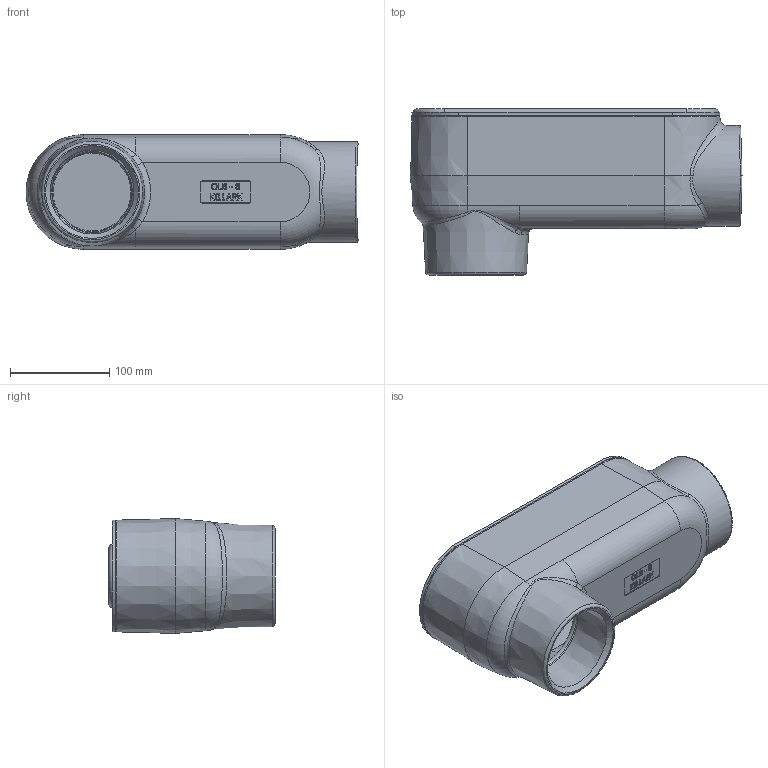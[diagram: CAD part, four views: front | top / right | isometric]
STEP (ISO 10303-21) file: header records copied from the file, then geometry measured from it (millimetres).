
FILE_DESCRIPTION(/* description */ (''),/* implementation_level */ '2;1');
FILE_NAME(/* name */ 'KIL_SOLB-8.stp',/* time_stamp */ '2020-09-29T18:26:07+06:00',/* author */ ('lsugumaran'),/* organization */ (''),/* preprocessor_version */ 'ST-DEVELOPER v18',/* originating_system */ 'Autodesk Inventor 2020',/* authorisation */ '');
FILE_SCHEMA (('AUTOMOTIVE_DESIGN { 1 0 10303 214 3 1 1 }'));
Length unit declared in the file: inch
Products named in the file (4): SOLB-8; OLB-8; 03644; 0243875B
Assembly tree (3 placements, depth 2):
  SOLB-8
    OLB-8
    03644
    0243875B
Bounding box: 334.93 x 167.48 x 115.83 mm (x, y, z)
Volume: 925862.6 mm3; surface area: 378256.4 mm2
Topology: 3 solids, 3 shells, 1814 faces, 4910 edges, 3258 vertices
Faces by surface type: bspline 865, plane 830, cylinder 69, cone 29, torus 21
Full cylindrical faces by diameter (mm): 1.772 x2, 2.115 x2, 6.579 x2, 9.525 x4, 15.526 x2, 19.05 x2, 101.6 x1
Entity records: 62286 total; most frequent: CARTESIAN_POINT 22210, ORIENTED_EDGE 9816, DIRECTION 5329, EDGE_CURVE 4908, VERTEX_POINT 3258, LINE 2877, VECTOR 2877, EDGE_LOOP 1984
